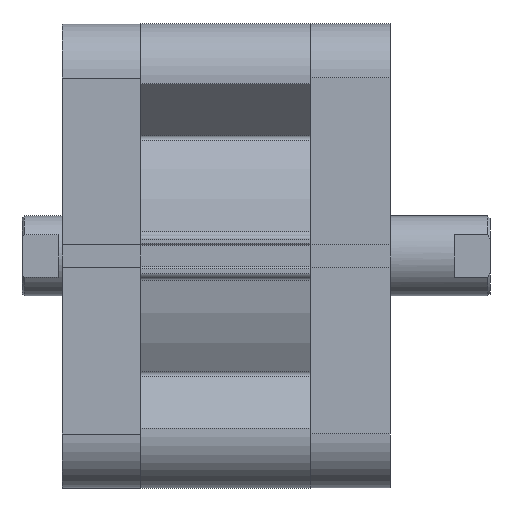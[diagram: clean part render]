
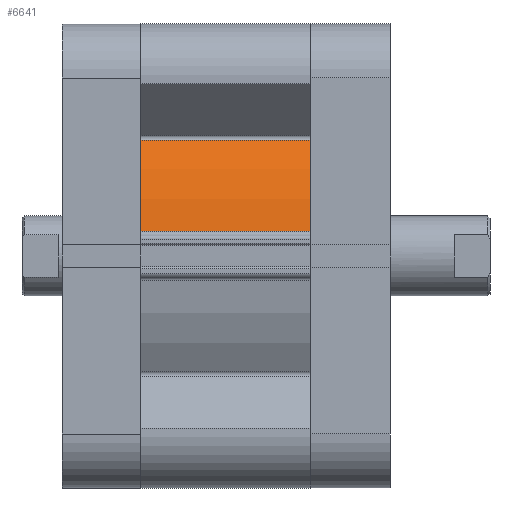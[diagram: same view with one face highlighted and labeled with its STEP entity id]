
A CAD part, front view. The second image highlights one B-rep face of the part: STEP entity #6641.
In plain terms, the highlighted cylindrical face has radius 53.5 mm (diameter 107 mm), a partial arc.
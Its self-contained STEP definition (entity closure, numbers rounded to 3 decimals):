
#244 = ORIENTED_EDGE ( 'NONE', *, *, #7362, .T. ) ;
#245 = ORIENTED_EDGE ( 'NONE', *, *, #7363, .T. ) ;
#246 = ORIENTED_EDGE ( 'NONE', *, *, #7379, .F. ) ;
#247 = ORIENTED_EDGE ( 'NONE', *, *, #7361, .T. ) ;
#1044 = VECTOR ( 'NONE', #3305, 1000. ) ;
#1045 = LINE ( 'NONE', #3298, #1046 ) ;
#1046 = VECTOR ( 'NONE', #3299, 1000. ) ;
#1048 = LINE ( 'NONE', #3304, #1044 ) ;
#1051 = CIRCLE ( 'NONE', #1368, 53.5 ) ;
#1076 = CIRCLE ( 'NONE', #1379, 53.5 ) ;
#1368 = AXIS2_PLACEMENT_3D ( 'NONE', #3300, #3302, #3303 ) ;
#1379 = AXIS2_PLACEMENT_3D ( 'NONE', #3332, #3345, #3346 ) ;
#1838 = CYLINDRICAL_SURFACE ( 'NONE', #7567, 53.5 ) ;
#1842 = FACE_OUTER_BOUND ( 'NONE', #4045, .T. ) ;
#2400 = CARTESIAN_POINT ( 'NONE',  ( 28.996, -44.961, 0. ) ) ;
#2405 = CARTESIAN_POINT ( 'NONE',  ( 6.135, -53.147, 0. ) ) ;
#2411 = CARTESIAN_POINT ( 'NONE',  ( 6.135, -53.147, 42.5 ) ) ;
#2421 = CARTESIAN_POINT ( 'NONE',  ( 28.996, -44.961, 42.5 ) ) ;
#3298 = CARTESIAN_POINT ( 'NONE',  ( 6.135, -53.147, 42.5 ) ) ;
#3299 = DIRECTION ( 'NONE',  ( 0., 0., -1. ) ) ;
#3300 = CARTESIAN_POINT ( 'NONE',  ( 0., 0., 0. ) ) ;
#3302 = DIRECTION ( 'NONE',  ( 0., 0., 1. ) ) ;
#3303 = DIRECTION ( 'NONE',  ( 1., 0., 0. ) ) ;
#3304 = CARTESIAN_POINT ( 'NONE',  ( 28.996, -44.961, 42.5 ) ) ;
#3305 = DIRECTION ( 'NONE',  ( 0., 0., 1. ) ) ;
#3332 = CARTESIAN_POINT ( 'NONE',  ( 0., 0., 42.5 ) ) ;
#3345 = DIRECTION ( 'NONE',  ( 0., 0., 1. ) ) ;
#3346 = DIRECTION ( 'NONE',  ( 1., 0., 0. ) ) ;
#3694 = DIRECTION ( 'NONE',  ( -1., 0., 0. ) ) ;
#3695 = DIRECTION ( 'NONE',  ( 0., 0., -1. ) ) ;
#3696 = CARTESIAN_POINT ( 'NONE',  ( 0., 0., 42.5 ) ) ;
#4045 = EDGE_LOOP ( 'NONE', ( #244, #245, #246, #247 ) ) ;
#6562 = VERTEX_POINT ( 'NONE', #2400 ) ;
#6572 = VERTEX_POINT ( 'NONE', #2411 ) ;
#6582 = VERTEX_POINT ( 'NONE', #2421 ) ;
#6601 = VERTEX_POINT ( 'NONE', #2405 ) ;
#6641 = ADVANCED_FACE ( 'NONE', ( #1842 ), #1838, .T. ) ;
#7361 = EDGE_CURVE ( 'NONE', #6572, #6601, #1045, .T. ) ;
#7362 = EDGE_CURVE ( 'NONE', #6601, #6562, #1051, .T. ) ;
#7363 = EDGE_CURVE ( 'NONE', #6562, #6582, #1048, .T. ) ;
#7379 = EDGE_CURVE ( 'NONE', #6572, #6582, #1076, .T. ) ;
#7567 = AXIS2_PLACEMENT_3D ( 'NONE', #3696, #3695, #3694 ) ;
